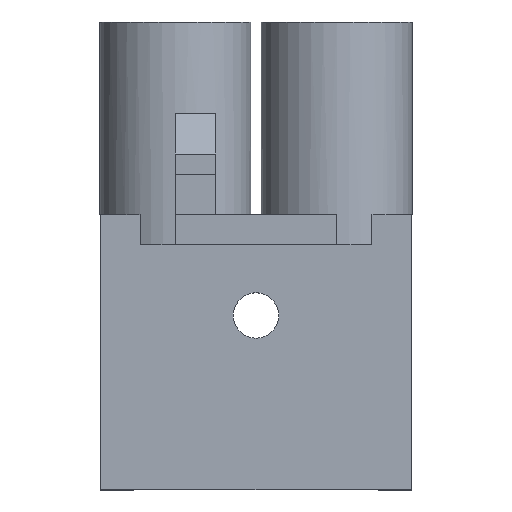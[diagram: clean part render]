
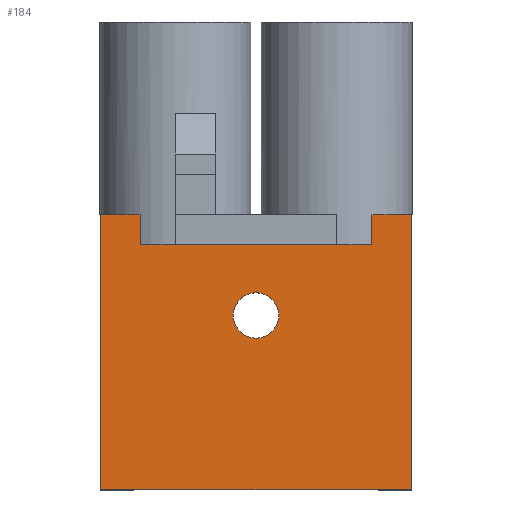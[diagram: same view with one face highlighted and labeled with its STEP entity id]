
A CAD part, top view. The second image highlights one B-rep face of the part: STEP entity #184.
In plain terms, the highlighted planar face has unit normal (0, 0, 1).
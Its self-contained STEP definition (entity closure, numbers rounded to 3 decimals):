
#80=FACE_BOUND('',#528,.T.);
#81=FACE_BOUND('',#529,.T.);
#184=ADVANCED_FACE('',(#80,#81),#331,.F.);
#331=PLANE('',#2495);
#528=EDGE_LOOP('',(#1175));
#529=EDGE_LOOP('',(#1176,#1177,#1178,#1179,#1180,#1181,#1182,#1183,#1184,
#1185));
#729=LINE('',#3503,#944);
#730=LINE('',#3506,#945);
#731=LINE('',#3508,#946);
#732=LINE('',#3510,#947);
#733=LINE('',#3512,#948);
#734=LINE('',#3514,#949);
#735=LINE('',#3516,#950);
#736=LINE('',#3518,#951);
#737=LINE('',#3520,#952);
#738=LINE('',#3522,#953);
#944=VECTOR('',#2763,1.);
#945=VECTOR('',#2764,1.);
#946=VECTOR('',#2765,1.);
#947=VECTOR('',#2766,1.);
#948=VECTOR('',#2767,1.);
#949=VECTOR('',#2768,1.);
#950=VECTOR('',#2769,1.);
#951=VECTOR('',#2770,1.);
#952=VECTOR('',#2771,1.);
#953=VECTOR('',#2772,1.);
#1175=ORIENTED_EDGE('',*,*,#2064,.T.);
#1176=ORIENTED_EDGE('',*,*,#2065,.T.);
#1177=ORIENTED_EDGE('',*,*,#2066,.T.);
#1178=ORIENTED_EDGE('',*,*,#2067,.T.);
#1179=ORIENTED_EDGE('',*,*,#2068,.T.);
#1180=ORIENTED_EDGE('',*,*,#2069,.T.);
#1181=ORIENTED_EDGE('',*,*,#2070,.T.);
#1182=ORIENTED_EDGE('',*,*,#2071,.T.);
#1183=ORIENTED_EDGE('',*,*,#2072,.F.);
#1184=ORIENTED_EDGE('',*,*,#2073,.F.);
#1185=ORIENTED_EDGE('',*,*,#2074,.T.);
#1833=VERTEX_POINT('',#3502);
#1834=VERTEX_POINT('',#3504);
#1835=VERTEX_POINT('',#3505);
#1836=VERTEX_POINT('',#3507);
#1837=VERTEX_POINT('',#3509);
#1838=VERTEX_POINT('',#3511);
#1839=VERTEX_POINT('',#3513);
#1840=VERTEX_POINT('',#3515);
#1841=VERTEX_POINT('',#3517);
#1842=VERTEX_POINT('',#3519);
#1843=VERTEX_POINT('',#3521);
#2064=EDGE_CURVE('',#1833,#1833,#2385,.T.);
#2065=EDGE_CURVE('',#1834,#1835,#729,.T.);
#2066=EDGE_CURVE('',#1835,#1836,#730,.T.);
#2067=EDGE_CURVE('',#1836,#1837,#731,.T.);
#2068=EDGE_CURVE('',#1837,#1838,#732,.T.);
#2069=EDGE_CURVE('',#1838,#1839,#733,.T.);
#2070=EDGE_CURVE('',#1839,#1840,#734,.T.);
#2071=EDGE_CURVE('',#1840,#1841,#735,.T.);
#2072=EDGE_CURVE('',#1842,#1841,#736,.T.);
#2073=EDGE_CURVE('',#1843,#1842,#737,.T.);
#2074=EDGE_CURVE('',#1843,#1834,#738,.T.);
#2385=CIRCLE('',#2494,1.125);
#2494=AXIS2_PLACEMENT_3D('',#3501,#2761,#2762);
#2495=AXIS2_PLACEMENT_3D('',#3523,#2773,#2774);
#2761=DIRECTION('',(0.,0.,-1.));
#2762=DIRECTION('',(-1.,0.,0.));
#2763=DIRECTION('',(-1.,0.,0.));
#2764=DIRECTION('',(-1.,0.,0.));
#2765=DIRECTION('',(0.,-1.,0.));
#2766=DIRECTION('',(-1.,0.,0.));
#2767=DIRECTION('',(0.,1.,0.));
#2768=DIRECTION('',(-1.,0.,0.));
#2769=DIRECTION('',(-1.,0.,0.));
#2770=DIRECTION('',(0.,1.,0.));
#2771=DIRECTION('',(-1.,0.,0.));
#2772=DIRECTION('',(0.,1.,0.));
#2773=DIRECTION('',(0.,0.,-1.));
#2774=DIRECTION('',(0.,1.,0.));
#3501=CARTESIAN_POINT('',(-0.643,8.002,23.945));
#3502=CARTESIAN_POINT('',(-1.768,8.002,23.945));
#3503=CARTESIAN_POINT('',(6.657,13.002,23.945));
#3504=CARTESIAN_POINT('',(7.057,13.002,23.945));
#3505=CARTESIAN_POINT('',(5.873,13.002,23.945));
#3506=CARTESIAN_POINT('',(6.657,13.002,23.945));
#3507=CARTESIAN_POINT('',(1.875,13.002,23.945));
#3508=CARTESIAN_POINT('',(1.875,22.552,23.945));
#3509=CARTESIAN_POINT('',(1.875,11.502,23.945));
#3510=CARTESIAN_POINT('',(3.357,11.502,23.945));
#3511=CARTESIAN_POINT('',(-3.162,11.502,23.945));
#3512=CARTESIAN_POINT('',(-3.162,13.002,23.945));
#3513=CARTESIAN_POINT('',(-3.162,13.002,23.945));
#3514=CARTESIAN_POINT('',(6.657,13.002,23.945));
#3515=CARTESIAN_POINT('',(-7.16,13.002,23.945));
#3516=CARTESIAN_POINT('',(6.657,13.002,23.945));
#3517=CARTESIAN_POINT('',(-8.343,13.002,23.945));
#3518=CARTESIAN_POINT('',(-8.343,13.002,23.945));
#3519=CARTESIAN_POINT('',(-8.343,-0.648,23.945));
#3520=CARTESIAN_POINT('',(6.657,-0.648,23.945));
#3521=CARTESIAN_POINT('',(7.057,-0.648,23.945));
#3522=CARTESIAN_POINT('',(7.057,13.002,23.945));
#3523=CARTESIAN_POINT('',(-8.343,13.002,23.945));
